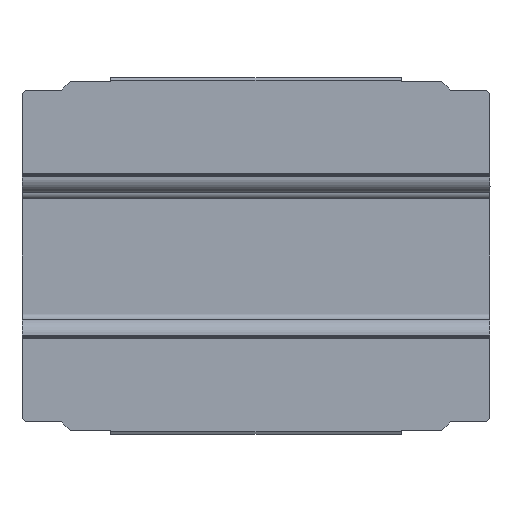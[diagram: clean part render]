
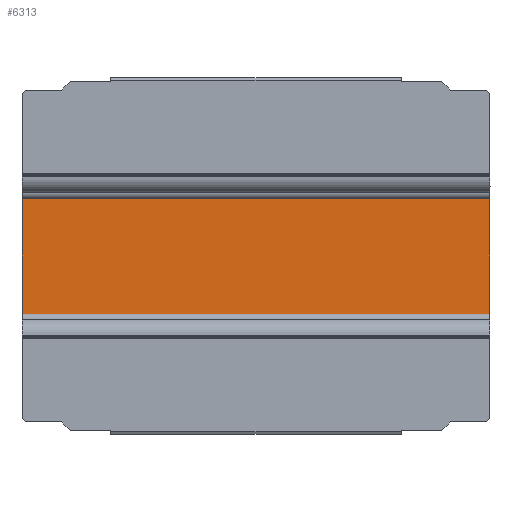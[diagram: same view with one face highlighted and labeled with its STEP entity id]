
A CAD part, front view. The second image highlights one B-rep face of the part: STEP entity #6313.
In plain terms, the highlighted planar face has unit normal (0, -1, 0).
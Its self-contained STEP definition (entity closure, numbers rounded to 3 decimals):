
#1090 = EDGE_CURVE ( 'NONE', #8276, #8574, #1340, .T. ) ;
#1192 = EDGE_CURVE ( 'NONE', #8086, #8087, #1448, .T. ) ;
#1340 = LINE ( 'NONE', #4372, #1341 ) ;
#1341 = VECTOR ( 'NONE', #4371, 1000. ) ;
#1448 = LINE ( 'NONE', #17030, #1478 ) ;
#1478 = VECTOR ( 'NONE', #16992, 1000. ) ;
#1920 = FACE_OUTER_BOUND ( 'NONE', #9816, .T. ) ;
#3774 = LINE ( 'NONE', #21797, #3775 ) ;
#3775 = VECTOR ( 'NONE', #21798, 1000. ) ;
#3959 = LINE ( 'NONE', #22618, #3972 ) ;
#3972 = VECTOR ( 'NONE', #22619, 1000. ) ;
#4371 = DIRECTION ( 'NONE',  ( 0., 0., -1. ) ) ;
#4372 = CARTESIAN_POINT ( 'NONE',  ( -67.7, 7.5, -6. ) ) ;
#6109 = ORIENTED_EDGE ( 'NONE', *, *, #1090, .T. ) ;
#6111 = ORIENTED_EDGE ( 'NONE', *, *, #12279, .T. ) ;
#6112 = ORIENTED_EDGE ( 'NONE', *, *, #12126, .T. ) ;
#6142 = ORIENTED_EDGE ( 'NONE', *, *, #1192, .T. ) ;
#6313 = ADVANCED_FACE ( 'NONE', ( #1920 ), #11198, .F. ) ;
#8086 = VERTEX_POINT ( 'NONE', #21153 ) ;
#8087 = VERTEX_POINT ( 'NONE', #21154 ) ;
#8276 = VERTEX_POINT ( 'NONE', #21254 ) ;
#8574 = VERTEX_POINT ( 'NONE', #21550 ) ;
#9816 = EDGE_LOOP ( 'NONE', ( #6109, #6112, #6142, #6111 ) ) ;
#11197 = CARTESIAN_POINT ( 'NONE',  ( -150., 7.5, 6. ) ) ;
#11198 = PLANE ( 'NONE',  #18621 ) ;
#11200 = DIRECTION ( 'NONE',  ( 0., 1., 0. ) ) ;
#11201 = DIRECTION ( 'NONE',  ( 0., 0., 1. ) ) ;
#12126 = EDGE_CURVE ( 'NONE', #8574, #8086, #3774, .T. ) ;
#12279 = EDGE_CURVE ( 'NONE', #8087, #8276, #3959, .T. ) ;
#16992 = DIRECTION ( 'NONE',  ( 0., 0., 1. ) ) ;
#17030 = CARTESIAN_POINT ( 'NONE',  ( -32.3, 7.5, -6. ) ) ;
#18621 = AXIS2_PLACEMENT_3D ( 'NONE', #11197, #11200, #11201 ) ;
#21153 = CARTESIAN_POINT ( 'NONE',  ( -32.3, 7.5, -5.7 ) ) ;
#21154 = CARTESIAN_POINT ( 'NONE',  ( -32.3, 7.5, 5.7 ) ) ;
#21254 = CARTESIAN_POINT ( 'NONE',  ( -67.7, 7.5, 5.7 ) ) ;
#21550 = CARTESIAN_POINT ( 'NONE',  ( -67.7, 7.5, -5.7 ) ) ;
#21797 = CARTESIAN_POINT ( 'NONE',  ( -32.3, 7.5, -5.7 ) ) ;
#21798 = DIRECTION ( 'NONE',  ( 1., 0., 0. ) ) ;
#22618 = CARTESIAN_POINT ( 'NONE',  ( -67.7, 7.5, 5.7 ) ) ;
#22619 = DIRECTION ( 'NONE',  ( -1., 0., 0. ) ) ;
